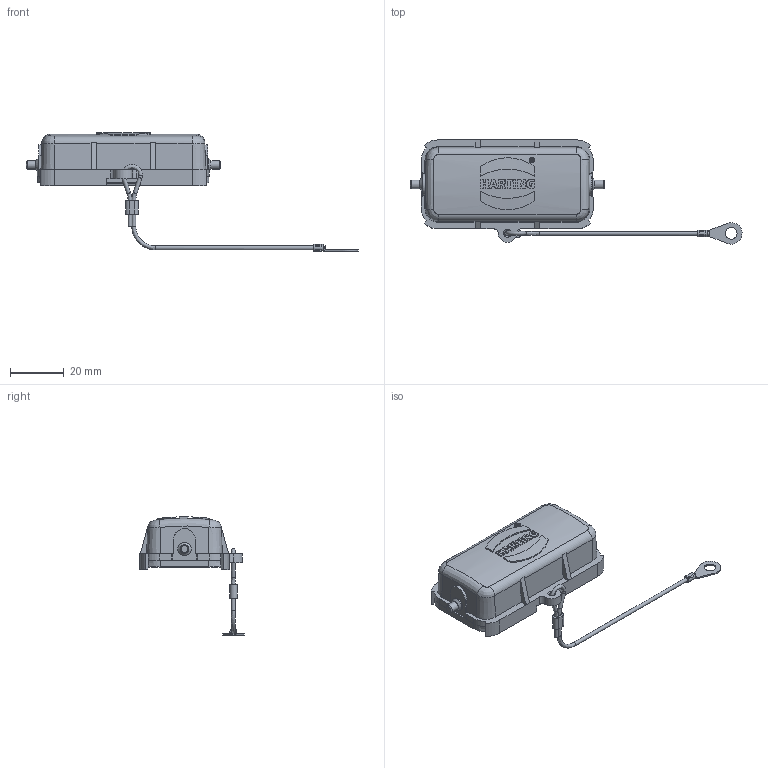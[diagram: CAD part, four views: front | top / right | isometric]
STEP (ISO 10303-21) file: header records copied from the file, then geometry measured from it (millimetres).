
FILE_DESCRIPTION(/* description */ (''),/* implementation_level */ '2;1');
FILE_NAME(/* name */ '100095355ugm000_c.stp',/* time_stamp */ '2019-10-29T08:41:59+01:00',/* author */ (''),/* organization */ (''),/* preprocessor_version */ 'ST-DEVELOPER v16.7',/* originating_system */ 'SIEMENS PLM Software NX 12.0',/* authorisation */ '');
FILE_SCHEMA (('AUTOMOTIVE_DESIGN { 1 0 10303 214 3 1 1 1 }'));
Length unit declared in the file: millimetre
Products named in the file (1): 100095355ugm000_c
Bounding box: 123.32 x 38.69 x 43.95 mm (x, y, z)
Volume: 9723.7 mm3; surface area: 11419.9 mm2
Topology: 1 solids, 1 shells, 359 faces, 928 edges, 601 vertices
Faces by surface type: plane 206, cylinder 76, bspline 38, cone 32, torus 4, extrusion 3
Full cylindrical faces by diameter (mm): 1.4 x1, 2 x4, 2.5 x1, 3.2 x2, 4 x2, 4.3 x1, 5 x2
Entity records: 13468 total; most frequent: CARTESIAN_POINT 3618, ORIENTED_EDGE 1776, DIRECTION 1661, EDGE_CURVE 888, VERTEX_POINT 592, AXIS2_PLACEMENT_3D 578, VECTOR 505, LINE 502
